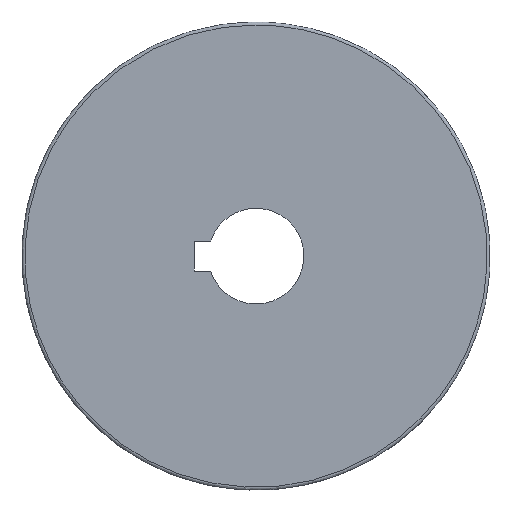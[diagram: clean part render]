
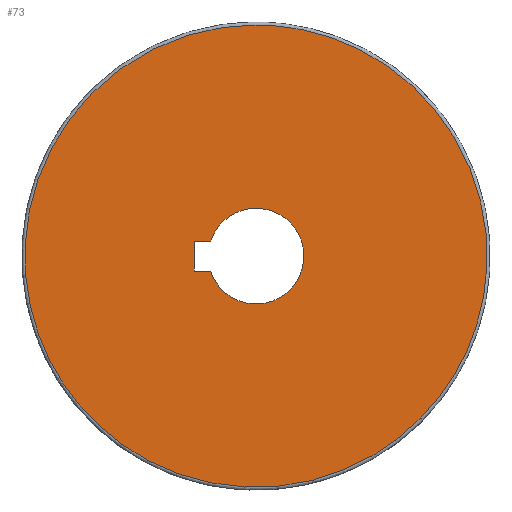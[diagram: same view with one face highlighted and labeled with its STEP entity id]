
A CAD part, left-side view. The second image highlights one B-rep face of the part: STEP entity #73.
In plain terms, the highlighted free-form (B-spline) face has degree [1, 1] with [2, 2] control points.
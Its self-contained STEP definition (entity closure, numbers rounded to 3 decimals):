
#36 = VERTEX_POINT('',#37);
#37 = CARTESIAN_POINT('',(-32.214,8.296,2.761)
  );
#42 = EDGE_CURVE('',#36,#43,#45,.T.);
#43 = VERTEX_POINT('',#44);
#44 = CARTESIAN_POINT('',(-32.214,8.296,-2.761
    ));
#45 = ( BOUNDED_CURVE() B_SPLINE_CURVE(2,(#46,#47,#48,#49,#50,#51,#52),
.UNSPECIFIED.,.F.,.F.) B_SPLINE_CURVE_WITH_KNOTS((3,2,2,3),(0.,
    1.88,3.76,5.641),.PIECEWISE_BEZIER_KNOTS.) 
CURVE() GEOMETRIC_REPRESENTATION_ITEM() RATIONAL_B_SPLINE_CURVE((1.,
    0.59,1.,0.59,1.,0.59,1.)) 
REPRESENTATION_ITEM('') );
#46 = CARTESIAN_POINT('',(-32.214,8.296,2.761)
  );
#47 = CARTESIAN_POINT('',(-32.214,4.515,14.123
    ));
#48 = CARTESIAN_POINT('',(-32.214,-5.156,7.062
    ));
#49 = CARTESIAN_POINT('',(-32.214,-14.827,
    0.));
#50 = CARTESIAN_POINT('',(-32.214,-5.156,
    -7.062));
#51 = CARTESIAN_POINT('',(-32.214,4.515,-14.123
    ));
#52 = CARTESIAN_POINT('',(-32.214,8.296,-2.761
    ));
#73 = ADVANCED_FACE('',(#74,#88),#126,.T.);
#74 = FACE_BOUND('',#75,.T.);
#75 = EDGE_LOOP('',(#76));
#76 = ORIENTED_EDGE('',*,*,#77,.T.);
#77 = EDGE_CURVE('',#78,#78,#80,.T.);
#78 = VERTEX_POINT('',#79);
#79 = CARTESIAN_POINT('',(-32.214,0.,
    42.247));
#80 = ( BOUNDED_CURVE() B_SPLINE_CURVE(2,(#81,#82,#83,#84,#85,#86,#87),
.UNSPECIFIED.,.T.,.F.) B_SPLINE_CURVE_WITH_KNOTS((1,2,2,2,2,1),(
    -2.094,0.,2.094,4.189,6.283,
8.378),.UNSPECIFIED.) CURVE() GEOMETRIC_REPRESENTATION_ITEM() 
RATIONAL_B_SPLINE_CURVE((1.,0.5,1.,0.5,1.,0.5,1.)) REPRESENTATION_ITEM(
  '') );
#81 = CARTESIAN_POINT('',(-32.214,0.,
    42.247));
#82 = CARTESIAN_POINT('',(-32.214,73.173,
    42.247));
#83 = CARTESIAN_POINT('',(-32.214,36.587,
    -21.123));
#84 = CARTESIAN_POINT('',(-32.214,0.,
    -84.493));
#85 = CARTESIAN_POINT('',(-32.214,-36.587,
    -21.123));
#86 = CARTESIAN_POINT('',(-32.214,-73.173,
    42.247));
#87 = CARTESIAN_POINT('',(-32.214,0.,
    42.247));
#88 = FACE_BOUND('',#89,.T.);
#89 = EDGE_LOOP('',(#90,#97,#105,#112,#120,#125));
#90 = ORIENTED_EDGE('',*,*,#91,.F.);
#91 = EDGE_CURVE('',#92,#43,#94,.T.);
#92 = VERTEX_POINT('',#93);
#93 = CARTESIAN_POINT('',(-32.214,11.091,
    -2.761));
#94 = B_SPLINE_CURVE_WITH_KNOTS('',1,(#95,#96),.UNSPECIFIED.,.F.,.F.,(2,
    2),(0.,3.036),.PIECEWISE_BEZIER_KNOTS.);
#95 = CARTESIAN_POINT('',(-32.214,11.091,
    -2.761));
#96 = CARTESIAN_POINT('',(-32.214,8.296,-2.761
    ));
#97 = ORIENTED_EDGE('',*,*,#98,.T.);
#98 = EDGE_CURVE('',#92,#99,#101,.T.);
#99 = VERTEX_POINT('',#100);
#100 = CARTESIAN_POINT('',(-32.214,11.321,
    -2.531));
#101 = ( BOUNDED_CURVE() B_SPLINE_CURVE(2,(#102,#103,#104),
.UNSPECIFIED.,.F.,.F.) B_SPLINE_CURVE_WITH_KNOTS((3,3),(0.,
1.571),.PIECEWISE_BEZIER_KNOTS.) CURVE() 
GEOMETRIC_REPRESENTATION_ITEM() RATIONAL_B_SPLINE_CURVE((1.,
0.707,1.)) REPRESENTATION_ITEM('') );
#102 = CARTESIAN_POINT('',(-32.214,11.091,
    -2.761));
#103 = CARTESIAN_POINT('',(-32.214,11.321,
    -2.761));
#104 = CARTESIAN_POINT('',(-32.214,11.321,
    -2.531));
#105 = ORIENTED_EDGE('',*,*,#106,.F.);
#106 = EDGE_CURVE('',#107,#99,#109,.T.);
#107 = VERTEX_POINT('',#108);
#108 = CARTESIAN_POINT('',(-32.214,11.321,2.531
    ));
#109 = B_SPLINE_CURVE_WITH_KNOTS('',1,(#110,#111),.UNSPECIFIED.,.F.,.F.,
  (2,2),(0.,5.5),.PIECEWISE_BEZIER_KNOTS.);
#110 = CARTESIAN_POINT('',(-32.214,11.321,2.531
    ));
#111 = CARTESIAN_POINT('',(-32.214,11.321,
    -2.531));
#112 = ORIENTED_EDGE('',*,*,#113,.T.);
#113 = EDGE_CURVE('',#107,#114,#116,.T.);
#114 = VERTEX_POINT('',#115);
#115 = CARTESIAN_POINT('',(-32.214,11.091,
    2.761));
#116 = ( BOUNDED_CURVE() B_SPLINE_CURVE(2,(#117,#118,#119),
.UNSPECIFIED.,.F.,.F.) B_SPLINE_CURVE_WITH_KNOTS((3,3),(0.,
1.571),.PIECEWISE_BEZIER_KNOTS.) CURVE() 
GEOMETRIC_REPRESENTATION_ITEM() RATIONAL_B_SPLINE_CURVE((1.,
0.707,1.)) REPRESENTATION_ITEM('') );
#117 = CARTESIAN_POINT('',(-32.214,11.321,2.531
    ));
#118 = CARTESIAN_POINT('',(-32.214,11.321,
    2.761));
#119 = CARTESIAN_POINT('',(-32.214,11.091,
    2.761));
#120 = ORIENTED_EDGE('',*,*,#121,.F.);
#121 = EDGE_CURVE('',#36,#114,#122,.T.);
#122 = B_SPLINE_CURVE_WITH_KNOTS('',1,(#123,#124),.UNSPECIFIED.,.F.,.F.,
  (2,2),(0.,3.036),.PIECEWISE_BEZIER_KNOTS.);
#123 = CARTESIAN_POINT('',(-32.214,8.296,2.761
    ));
#124 = CARTESIAN_POINT('',(-32.214,11.091,
    2.761));
#125 = ORIENTED_EDGE('',*,*,#42,.T.);
#126 = B_SPLINE_SURFACE_WITH_KNOTS('',1,1,(
    (#127,#128)
    ,(#129,#130
    )),.UNSPECIFIED.,.F.,.F.,.F.,(2,2),(2,2),(-45.9,45.9),(-45.9,45.9),
  .PIECEWISE_BEZIER_KNOTS.);
#127 = CARTESIAN_POINT('',(-32.214,-42.247,
    -42.247));
#128 = CARTESIAN_POINT('',(-32.214,42.247,
    -42.247));
#129 = CARTESIAN_POINT('',(-32.214,-42.247,
    42.247));
#130 = CARTESIAN_POINT('',(-32.214,42.247,
    42.247));
